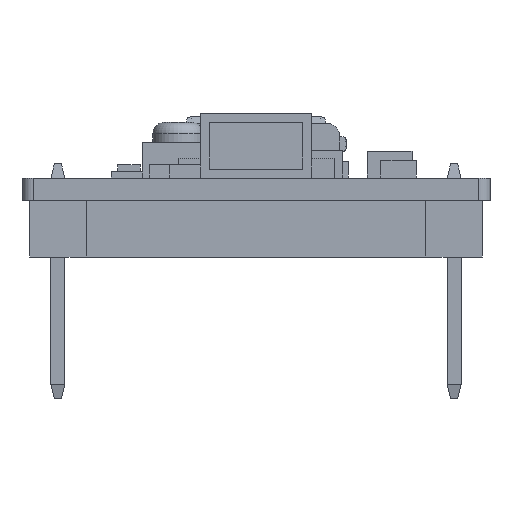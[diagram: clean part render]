
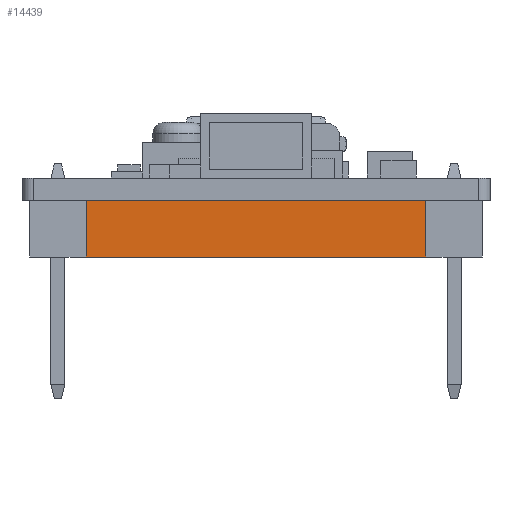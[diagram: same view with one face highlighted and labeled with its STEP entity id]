
A CAD part, front view. The second image highlights one B-rep face of the part: STEP entity #14439.
In plain terms, the highlighted planar face has unit normal (0, -1, 0).
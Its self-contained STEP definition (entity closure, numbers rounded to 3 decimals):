
#11418 = VERTEX_POINT('',#11419);
#11419 = CARTESIAN_POINT('',(7.62,-20.066,0.));
#11425 = EDGE_CURVE('',#11418,#11426,#11428,.T.);
#11426 = VERTEX_POINT('',#11427);
#11427 = CARTESIAN_POINT('',(-7.62,-20.066,0.));
#11428 = LINE('',#11429,#11430);
#11429 = CARTESIAN_POINT('',(7.62,-20.066,0.));
#11430 = VECTOR('',#11431,1.);
#11431 = DIRECTION('',(-1.,0.,0.));
#12893 = VERTEX_POINT('',#12894);
#12894 = CARTESIAN_POINT('',(-7.62,-20.066,2.54));
#12900 = EDGE_CURVE('',#12893,#12901,#12903,.T.);
#12901 = VERTEX_POINT('',#12902);
#12902 = CARTESIAN_POINT('',(7.62,-20.066,2.54));
#12903 = LINE('',#12904,#12905);
#12904 = CARTESIAN_POINT('',(-7.62,-20.066,2.54));
#12905 = VECTOR('',#12906,1.);
#12906 = DIRECTION('',(1.,0.,0.));
#14428 = EDGE_CURVE('',#11426,#12893,#14429,.T.);
#14429 = LINE('',#14430,#14431);
#14430 = CARTESIAN_POINT('',(-7.62,-20.066,0.));
#14431 = VECTOR('',#14432,1.);
#14432 = DIRECTION('',(0.,0.,1.));
#14439 = ADVANCED_FACE('',(#14440),#14451,.T.);
#14440 = FACE_BOUND('',#14441,.T.);
#14441 = EDGE_LOOP('',(#14442,#14443,#14444,#14450));
#14442 = ORIENTED_EDGE('',*,*,#14428,.F.);
#14443 = ORIENTED_EDGE('',*,*,#11425,.F.);
#14444 = ORIENTED_EDGE('',*,*,#14445,.T.);
#14445 = EDGE_CURVE('',#11418,#12901,#14446,.T.);
#14446 = LINE('',#14447,#14448);
#14447 = CARTESIAN_POINT('',(7.62,-20.066,0.));
#14448 = VECTOR('',#14449,1.);
#14449 = DIRECTION('',(0.,0.,1.));
#14450 = ORIENTED_EDGE('',*,*,#12900,.F.);
#14451 = PLANE('',#14452);
#14452 = AXIS2_PLACEMENT_3D('',#14453,#14454,#14455);
#14453 = CARTESIAN_POINT('',(0.,-20.066,1.27));
#14454 = DIRECTION('',(0.,-1.,0.));
#14455 = DIRECTION('',(0.,0.,-1.));
